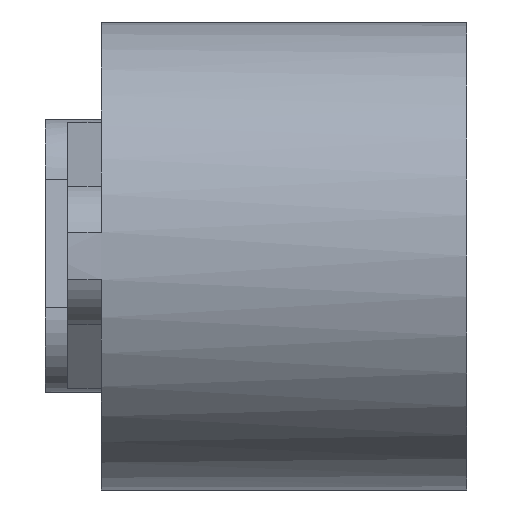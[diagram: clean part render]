
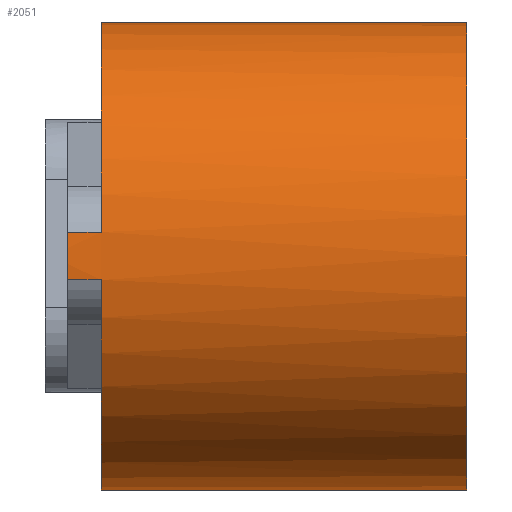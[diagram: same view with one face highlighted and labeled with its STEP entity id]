
A CAD part, left-side view. The second image highlights one B-rep face of the part: STEP entity #2051.
In plain terms, the highlighted cylindrical face has radius 10.566 mm (diameter 21.133 mm), a partial arc.
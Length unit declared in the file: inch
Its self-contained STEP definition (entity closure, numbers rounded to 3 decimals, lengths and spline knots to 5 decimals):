
#25 = VERTEX_POINT ( 'NONE', #16830 ) ;
#196 = CARTESIAN_POINT ( 'NONE',  ( -0.953, -0.1, 0.416 ) ) ;
#293 = VERTEX_POINT ( 'NONE', #14590 ) ;
#977 = ORIENTED_EDGE ( 'NONE', *, *, #12716, .T. ) ;
#1418 = DIRECTION ( 'NONE',  ( 0., -1., 0. ) ) ;
#1901 = ORIENTED_EDGE ( 'NONE', *, *, #13508, .T. ) ;
#1970 = CARTESIAN_POINT ( 'NONE',  ( -0.953, -0.1, 0. ) ) ;
#2051 = ADVANCED_FACE ( 'NONE', ( #18740 ), #10900, .T. ) ;
#2133 = LINE ( 'NONE', #12669, #11235 ) ;
#2135 = CARTESIAN_POINT ( 'NONE',  ( -0.953, 0., 0. ) ) ;
#2180 = VERTEX_POINT ( 'NONE', #3017 ) ;
#2203 = DIRECTION ( 'NONE',  ( 0., 0., -1. ) ) ;
#3017 = CARTESIAN_POINT ( 'NONE',  ( -1.36681, -0.04, 0.04264 ) ) ;
#3537 = CARTESIAN_POINT ( 'NONE',  ( -1.36681, -0.1, 0.04264 ) ) ;
#3611 = ORIENTED_EDGE ( 'NONE', *, *, #21934, .T. ) ;
#3701 = DIRECTION ( 'NONE',  ( 0., 0., -1. ) ) ;
#3745 = CIRCLE ( 'NONE', #12145, 0.416 ) ;
#4017 = EDGE_CURVE ( 'NONE', #11543, #293, #6343, .T. ) ;
#5240 = DIRECTION ( 'NONE',  ( 0., -1., 0. ) ) ;
#5268 = CARTESIAN_POINT ( 'NONE',  ( -0.953, 0., -0.416 ) ) ;
#5888 = VERTEX_POINT ( 'NONE', #3537 ) ;
#6343 = CIRCLE ( 'NONE', #17950, 0.416 ) ;
#6918 = DIRECTION ( 'NONE',  ( 0., 1., 0. ) ) ;
#7207 = CARTESIAN_POINT ( 'NONE',  ( -1.36681, -0.04, -0.04264 ) ) ;
#7810 = VECTOR ( 'NONE', #1418, 39.37008 ) ;
#8232 = DIRECTION ( 'NONE',  ( 0., 1., 0. ) ) ;
#8597 = CARTESIAN_POINT ( 'NONE',  ( -0.953, -0.1, 0. ) ) ;
#8959 = VERTEX_POINT ( 'NONE', #21234 ) ;
#8997 = DIRECTION ( 'NONE',  ( 0., -1., 0. ) ) ;
#10294 = DIRECTION ( 'NONE',  ( 0., 0., -1. ) ) ;
#10703 = ORIENTED_EDGE ( 'NONE', *, *, #17696, .F. ) ;
#10900 = CYLINDRICAL_SURFACE ( 'NONE', #17197, 0.416 ) ;
#10979 = CARTESIAN_POINT ( 'NONE',  ( -1.36681, -0.1, -0.04264 ) ) ;
#11235 = VECTOR ( 'NONE', #19708, 39.37008 ) ;
#11517 = LINE ( 'NONE', #18935, #21222 ) ;
#11543 = VERTEX_POINT ( 'NONE', #10979 ) ;
#12005 = ORIENTED_EDGE ( 'NONE', *, *, #19129, .T. ) ;
#12145 = AXIS2_PLACEMENT_3D ( 'NONE', #18535, #8232, #20244 ) ;
#12340 = LINE ( 'NONE', #5268, #7810 ) ;
#12651 = VECTOR ( 'NONE', #20165, 39.37008 ) ;
#12669 = CARTESIAN_POINT ( 'NONE',  ( -1.36681, 0., 0.04264 ) ) ;
#12716 = EDGE_CURVE ( 'NONE', #5888, #2180, #2133, .T. ) ;
#13508 = EDGE_CURVE ( 'NONE', #2180, #18140, #19051, .T. ) ;
#13558 = VERTEX_POINT ( 'NONE', #196 ) ;
#13650 = ORIENTED_EDGE ( 'NONE', *, *, #4017, .T. ) ;
#13945 = DIRECTION ( 'NONE',  ( 0., -1., 0. ) ) ;
#14222 = AXIS2_PLACEMENT_3D ( 'NONE', #15519, #5240, #17260 ) ;
#14590 = CARTESIAN_POINT ( 'NONE',  ( -0.953, -0.1, -0.416 ) ) ;
#14840 = ORIENTED_EDGE ( 'NONE', *, *, #21583, .F. ) ;
#15519 = CARTESIAN_POINT ( 'NONE',  ( -0.953, -0.04, 0. ) ) ;
#16169 = LINE ( 'NONE', #18457, #12651 ) ;
#16830 = CARTESIAN_POINT ( 'NONE',  ( -0.953, -0.75, 0.416 ) ) ;
#17197 = AXIS2_PLACEMENT_3D ( 'NONE', #2135, #8997, #2203 ) ;
#17260 = DIRECTION ( 'NONE',  ( 0., 0., -1. ) ) ;
#17696 = EDGE_CURVE ( 'NONE', #5888, #13558, #20861, .T. ) ;
#17950 = AXIS2_PLACEMENT_3D ( 'NONE', #1970, #13945, #3701 ) ;
#18140 = VERTEX_POINT ( 'NONE', #7207 ) ;
#18457 = CARTESIAN_POINT ( 'NONE',  ( -0.953, 0., 0.416 ) ) ;
#18535 = CARTESIAN_POINT ( 'NONE',  ( -0.953, -0.75, 0. ) ) ;
#18740 = FACE_OUTER_BOUND ( 'NONE', #21761, .T. ) ;
#18746 = ORIENTED_EDGE ( 'NONE', *, *, #21200, .T. ) ;
#18935 = CARTESIAN_POINT ( 'NONE',  ( -1.36681, -2.959, -0.04264 ) ) ;
#19051 = CIRCLE ( 'NONE', #14222, 0.416 ) ;
#19129 = EDGE_CURVE ( 'NONE', #25, #13558, #16169, .T. ) ;
#19708 = DIRECTION ( 'NONE',  ( 0., 1., 0. ) ) ;
#20165 = DIRECTION ( 'NONE',  ( 0., 1., 0. ) ) ;
#20244 = DIRECTION ( 'NONE',  ( 0., 0., -1. ) ) ;
#20575 = DIRECTION ( 'NONE',  ( 0., 1., 0. ) ) ;
#20861 = CIRCLE ( 'NONE', #21621, 0.416 ) ;
#21200 = EDGE_CURVE ( 'NONE', #293, #8959, #12340, .T. ) ;
#21222 = VECTOR ( 'NONE', #6918, 39.37008 ) ;
#21234 = CARTESIAN_POINT ( 'NONE',  ( -0.953, -0.75, -0.416 ) ) ;
#21583 = EDGE_CURVE ( 'NONE', #11543, #18140, #11517, .T. ) ;
#21621 = AXIS2_PLACEMENT_3D ( 'NONE', #8597, #20575, #10294 ) ;
#21761 = EDGE_LOOP ( 'NONE', ( #3611, #12005, #10703, #977, #1901, #14840, #13650, #18746 ) ) ;
#21934 = EDGE_CURVE ( 'NONE', #8959, #25, #3745, .T. ) ;
